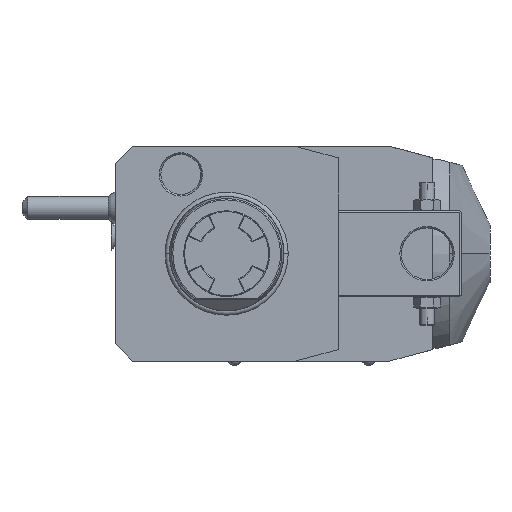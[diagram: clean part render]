
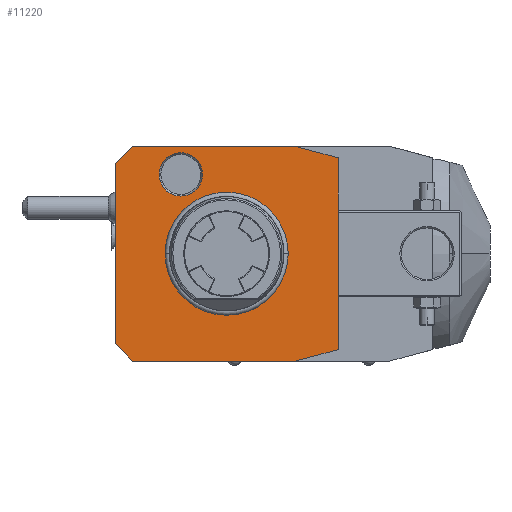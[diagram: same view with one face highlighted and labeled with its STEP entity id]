
A CAD part, front view. The second image highlights one B-rep face of the part: STEP entity #11220.
In plain terms, the highlighted planar face has unit normal (0, -1, 0).
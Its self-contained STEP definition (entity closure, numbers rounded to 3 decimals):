
#346=DIRECTION('',(1.,0.,0.));
#347=VECTOR('',#346,57.);
#348=CARTESIAN_POINT('',(-33.,0.,-37.5));
#349=LINE('',#348,#347);
#350=DIRECTION('',(0.707,0.,-0.707));
#351=VECTOR('',#350,8.485);
#352=CARTESIAN_POINT('',(-39.,0.,-31.5));
#353=LINE('',#352,#351);
#354=DIRECTION('',(0.,0.,-1.));
#355=VECTOR('',#354,63.);
#356=CARTESIAN_POINT('',(-39.,0.,31.5));
#357=LINE('',#356,#355);
#358=DIRECTION('',(-0.707,0.,-0.707));
#359=VECTOR('',#358,8.485);
#360=CARTESIAN_POINT('',(-33.,0.,37.5));
#361=LINE('',#360,#359);
#362=DIRECTION('',(-1.,0.,0.));
#363=VECTOR('',#362,57.);
#364=CARTESIAN_POINT('',(24.,0.,37.5));
#365=LINE('',#364,#363);
#366=DIRECTION('',(-0.966,0.,0.259));
#367=VECTOR('',#366,15.529);
#368=CARTESIAN_POINT('',(39.,0.,33.481));
#369=LINE('',#368,#367);
#370=DIRECTION('',(0.,0.,1.));
#371=VECTOR('',#370,66.962);
#372=CARTESIAN_POINT('',(39.,0.,-33.481));
#373=LINE('',#372,#371);
#374=DIRECTION('',(0.966,0.,0.259));
#375=VECTOR('',#374,15.529);
#376=CARTESIAN_POINT('',(24.,0.,-37.5));
#377=LINE('',#376,#375);
#378=CARTESIAN_POINT('',(-16.,0.,27.713));
#379=DIRECTION('',(0.,1.,0.));
#380=DIRECTION('',(1.,0.,0.));
#381=AXIS2_PLACEMENT_3D('',#378,#379,#380);
#383=CARTESIAN_POINT('',(-16.,0.,27.713));
#384=DIRECTION('',(0.,1.,0.));
#385=DIRECTION('',(-1.,0.,0.));
#386=AXIS2_PLACEMENT_3D('',#383,#384,#385);
#3265=CARTESIAN_POINT('',(0.,0.,0.));
#3266=DIRECTION('',(0.,-1.,0.));
#3267=DIRECTION('',(1.,0.,0.));
#3268=AXIS2_PLACEMENT_3D('',#3265,#3266,#3267);
#3270=CARTESIAN_POINT('',(0.,0.,0.));
#3271=DIRECTION('',(0.,-1.,0.));
#3272=DIRECTION('',(-1.,0.,0.));
#3273=AXIS2_PLACEMENT_3D('',#3270,#3271,#3272);
#9750=CARTESIAN_POINT('',(-8.423,0.,27.713));
#9751=CARTESIAN_POINT('',(-23.577,0.,27.713));
#9752=VERTEX_POINT('',#9750);
#9753=VERTEX_POINT('',#9751);
#10666=CARTESIAN_POINT('',(-33.,0.,-37.5));
#10667=CARTESIAN_POINT('',(24.,0.,-37.5));
#10668=VERTEX_POINT('',#10666);
#10669=VERTEX_POINT('',#10667);
#10670=CARTESIAN_POINT('',(39.,0.,-33.481));
#10671=VERTEX_POINT('',#10670);
#10672=CARTESIAN_POINT('',(39.,0.,33.481));
#10673=VERTEX_POINT('',#10672);
#10674=CARTESIAN_POINT('',(24.,0.,37.5));
#10675=VERTEX_POINT('',#10674);
#10676=CARTESIAN_POINT('',(-33.,0.,37.5));
#10677=VERTEX_POINT('',#10676);
#10678=CARTESIAN_POINT('',(-39.,0.,31.5));
#10679=VERTEX_POINT('',#10678);
#10680=CARTESIAN_POINT('',(-39.,0.,-31.5));
#10681=VERTEX_POINT('',#10680);
#10750=CARTESIAN_POINT('',(21.137,0.,0.));
#10751=CARTESIAN_POINT('',(-21.137,0.,0.));
#10752=VERTEX_POINT('',#10750);
#10753=VERTEX_POINT('',#10751);
#11188=CARTESIAN_POINT('',(0.,0.,0.));
#11189=DIRECTION('',(0.,-1.,0.));
#11190=DIRECTION('',(-1.,0.,0.));
#11191=AXIS2_PLACEMENT_3D('',#11188,#11189,#11190);
#11192=PLANE('',#11191);
#11193=ORIENTED_EDGE('',*,*,#11136,.F.);
#11195=ORIENTED_EDGE('',*,*,#11194,.F.);
#11197=ORIENTED_EDGE('',*,*,#11196,.F.);
#11199=ORIENTED_EDGE('',*,*,#11198,.F.);
#11200=ORIENTED_EDGE('',*,*,#11027,.F.);
#11202=ORIENTED_EDGE('',*,*,#11201,.F.);
#11204=ORIENTED_EDGE('',*,*,#11203,.F.);
#11205=ORIENTED_EDGE('',*,*,#11180,.F.);
#11206=EDGE_LOOP('',(#11193,#11195,#11197,#11199,#11200,#11202,#11204,#11205));
#11207=FACE_OUTER_BOUND('',#11206,.F.);
#11209=ORIENTED_EDGE('',*,*,#11208,.T.);
#11211=ORIENTED_EDGE('',*,*,#11210,.T.);
#11212=EDGE_LOOP('',(#11209,#11211));
#11213=FACE_BOUND('',#11212,.F.);
#11215=ORIENTED_EDGE('',*,*,#11214,.F.);
#11217=ORIENTED_EDGE('',*,*,#11216,.F.);
#11218=EDGE_LOOP('',(#11215,#11217));
#11219=FACE_BOUND('',#11218,.F.);
#382=CIRCLE('',#381,7.577);
#387=CIRCLE('',#386,7.577);
#3269=CIRCLE('',#3268,21.137);
#3274=CIRCLE('',#3273,21.137);
#11027=EDGE_CURVE('',#10675,#10677,#365,.T.);
#11136=EDGE_CURVE('',#10668,#10669,#349,.T.);
#11180=EDGE_CURVE('',#10669,#10671,#377,.T.);
#11194=EDGE_CURVE('',#10681,#10668,#353,.T.);
#11196=EDGE_CURVE('',#10679,#10681,#357,.T.);
#11198=EDGE_CURVE('',#10677,#10679,#361,.T.);
#11201=EDGE_CURVE('',#10673,#10675,#369,.T.);
#11203=EDGE_CURVE('',#10671,#10673,#373,.T.);
#11208=EDGE_CURVE('',#10752,#10753,#3269,.T.);
#11210=EDGE_CURVE('',#10753,#10752,#3274,.T.);
#11214=EDGE_CURVE('',#9752,#9753,#382,.T.);
#11216=EDGE_CURVE('',#9753,#9752,#387,.T.);
#11220=ADVANCED_FACE('',(#11207,#11213,#11219),#11192,.T.);
